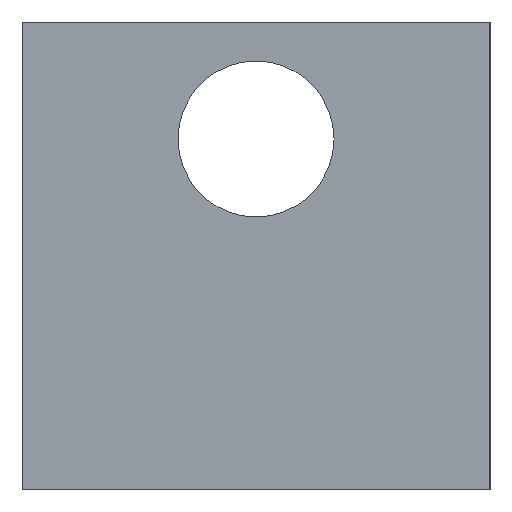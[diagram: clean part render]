
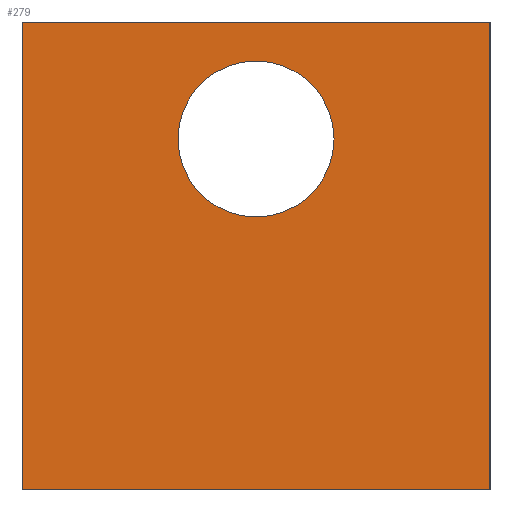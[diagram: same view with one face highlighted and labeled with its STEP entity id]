
A CAD part, left-side view. The second image highlights one B-rep face of the part: STEP entity #279.
In plain terms, the highlighted planar face has unit normal (-1, 0, 0).
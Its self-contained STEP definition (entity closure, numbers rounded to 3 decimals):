
#19=FACE_BOUND('',#62,.T.);
#29=PLANE('',#324);
#43=FACE_OUTER_BOUND('',#61,.T.);
#61=EDGE_LOOP('',(#241,#242,#243,#244));
#62=EDGE_LOOP('',(#245));
#84=LINE('',#452,#112);
#89=LINE('',#462,#117);
#92=LINE('',#468,#120);
#93=LINE('',#469,#121);
#112=VECTOR('',#377,10.);
#117=VECTOR('',#386,10.);
#120=VECTOR('',#391,10.);
#121=VECTOR('',#392,10.);
#130=CIRCLE('',#314,5.);
#138=VERTEX_POINT('',#418);
#149=VERTEX_POINT('',#449);
#150=VERTEX_POINT('',#451);
#153=VERTEX_POINT('',#461);
#155=VERTEX_POINT('',#467);
#165=EDGE_CURVE('',#138,#138,#130,.T.);
#180=EDGE_CURVE('',#149,#150,#84,.T.);
#185=EDGE_CURVE('',#153,#150,#89,.T.);
#188=EDGE_CURVE('',#155,#153,#92,.T.);
#189=EDGE_CURVE('',#155,#149,#93,.T.);
#241=ORIENTED_EDGE('',*,*,#188,.T.);
#242=ORIENTED_EDGE('',*,*,#185,.T.);
#243=ORIENTED_EDGE('',*,*,#180,.F.);
#244=ORIENTED_EDGE('',*,*,#189,.F.);
#245=ORIENTED_EDGE('',*,*,#165,.T.);
#279=ADVANCED_FACE('',(#43,#19),#29,.T.);
#314=AXIS2_PLACEMENT_3D('',#420,#349,#350);
#324=AXIS2_PLACEMENT_3D('',#466,#389,#390);
#349=DIRECTION('center_axis',(1.,0.,0.));
#350=DIRECTION('ref_axis',(0.,0.,-1.));
#377=DIRECTION('',(0.,-1.,0.));
#386=DIRECTION('',(0.,0.,1.));
#389=DIRECTION('center_axis',(-1.,0.,0.));
#390=DIRECTION('ref_axis',(0.,-1.,0.));
#391=DIRECTION('',(0.,-1.,0.));
#392=DIRECTION('',(0.,0.,1.));
#418=CARTESIAN_POINT('',(-25.,0.,27.5));
#420=CARTESIAN_POINT('Origin',(-25.,0.,22.5));
#449=CARTESIAN_POINT('',(-25.,15.,30.));
#451=CARTESIAN_POINT('',(-25.,-15.,30.));
#452=CARTESIAN_POINT('',(-25.,15.,30.));
#461=CARTESIAN_POINT('',(-25.,-15.,0.));
#462=CARTESIAN_POINT('',(-25.,-15.,0.));
#466=CARTESIAN_POINT('Origin',(-25.,15.,0.));
#467=CARTESIAN_POINT('',(-25.,15.,0.));
#468=CARTESIAN_POINT('',(-25.,15.,0.));
#469=CARTESIAN_POINT('',(-25.,15.,0.));
